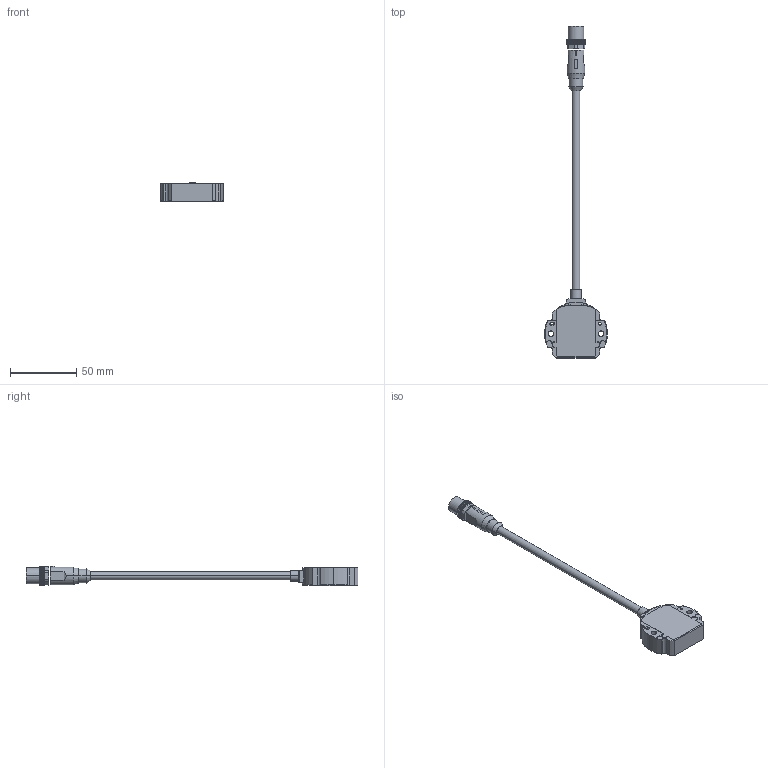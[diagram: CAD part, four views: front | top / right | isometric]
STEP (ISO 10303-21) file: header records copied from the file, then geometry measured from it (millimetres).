
FILE_DESCRIPTION (( 'STEP AP214' ), '1' );
FILE_NAME ('M12_Pigtail_EA_Code_5_1.STEP', '2017-11-22T13:47:18', ( 'dummy' ), ( 'Microsoft' ), 'SwSTEP 2.0', 'SolidWorks 2017', '' );
FILE_SCHEMA (( 'AUTOMOTIVE_DESIGN' ));
Length unit declared in the file: millimetre
Products named in the file (1): M12_Pigtail_EA_Code_5_1
Bounding box: 47.6 x 250.5 x 14.6 mm (x, y, z)
Surface area: 11881.9 mm2 (no closed solid volume)
Topology: 0 solids, 16 shells, 253 faces, 1160 edges, 851 vertices
Faces by surface type: plane 154, cylinder 88, torus 6, cone 5
Entity records: 14520 total; most frequent: CARTESIAN_POINT 2358, DIRECTION 2023, ORIENTED_EDGE 1697, EDGE_CURVE 1160, VERTEX_POINT 851, VECTOR 773, LINE 773, AXIS2_PLACEMENT_3D 625
